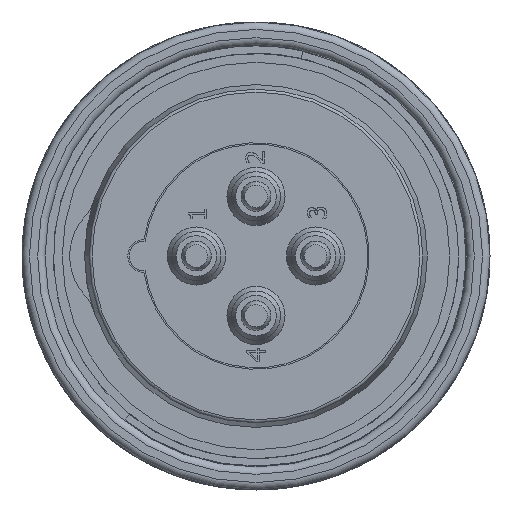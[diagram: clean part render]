
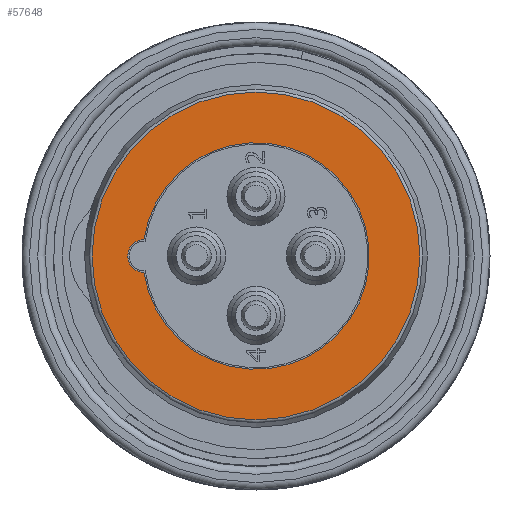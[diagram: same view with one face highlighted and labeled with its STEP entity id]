
A CAD part, left-side view. The second image highlights one B-rep face of the part: STEP entity #57648.
In plain terms, the highlighted planar face has unit normal (-1, 0, 0).
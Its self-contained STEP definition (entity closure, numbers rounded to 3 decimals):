
#2706=PLANE('',#61058);
#2817=FACE_OUTER_BOUND('',#7219,.T.);
#6181=CIRCLE('',#61048,7.6);
#6183=CIRCLE('',#61051,1.1);
#6187=CIRCLE('',#61059,10.998);
#6188=CIRCLE('',#61060,10.998);
#6854=FACE_BOUND('',#7220,.T.);
#7219=EDGE_LOOP('',(#35480,#35481));
#7220=EDGE_LOOP('',(#35482,#35483));
#20199=VERTEX_POINT('',#66569);
#20200=VERTEX_POINT('',#66570);
#20203=VERTEX_POINT('',#66586);
#20204=VERTEX_POINT('',#66587);
#26314=EDGE_CURVE('',#20199,#20200,#6181,.T.);
#26318=EDGE_CURVE('',#20200,#20199,#6183,.T.);
#26322=EDGE_CURVE('',#20203,#20204,#6187,.T.);
#26323=EDGE_CURVE('',#20204,#20203,#6188,.T.);
#35480=ORIENTED_EDGE('',*,*,#26322,.F.);
#35481=ORIENTED_EDGE('',*,*,#26323,.F.);
#35482=ORIENTED_EDGE('',*,*,#26314,.T.);
#35483=ORIENTED_EDGE('',*,*,#26318,.T.);
#57648=ADVANCED_FACE('',(#2817,#6854),#2706,.T.);
#61048=AXIS2_PLACEMENT_3D('',#66571,#62524,#62525);
#61051=AXIS2_PLACEMENT_3D('',#66578,#62532,#62533);
#61058=AXIS2_PLACEMENT_3D('',#66585,#62546,#62547);
#61059=AXIS2_PLACEMENT_3D('',#66588,#62548,#62549);
#61060=AXIS2_PLACEMENT_3D('',#66589,#62550,#62551);
#62524=DIRECTION('center_axis',(1.,0.,0.));
#62525=DIRECTION('ref_axis',(0.,-0.989,0.145));
#62532=DIRECTION('center_axis',(1.,0.,0.));
#62533=DIRECTION('ref_axis',(0.,-0.018,-1.));
#62546=DIRECTION('center_axis',(-1.,0.,0.));
#62547=DIRECTION('ref_axis',(0.,0.,1.));
#62548=DIRECTION('center_axis',(1.,0.,0.));
#62549=DIRECTION('ref_axis',(0.,-1.,0.));
#62550=DIRECTION('center_axis',(1.,0.,0.));
#62551=DIRECTION('ref_axis',(0.,-1.,0.));
#66569=CARTESIAN_POINT('',(0.,7.52,1.1));
#66570=CARTESIAN_POINT('',(0.,7.52,-1.1));
#66571=CARTESIAN_POINT('Origin',(0.,0.,0.));
#66578=CARTESIAN_POINT('Origin',(0.,7.5,0.));
#66585=CARTESIAN_POINT('Origin',(0.,11.5,0.));
#66586=CARTESIAN_POINT('',(0.,10.998,0.));
#66587=CARTESIAN_POINT('',(0.,0.,10.998));
#66588=CARTESIAN_POINT('Origin',(0.,0.,0.));
#66589=CARTESIAN_POINT('Origin',(0.,0.,0.));
